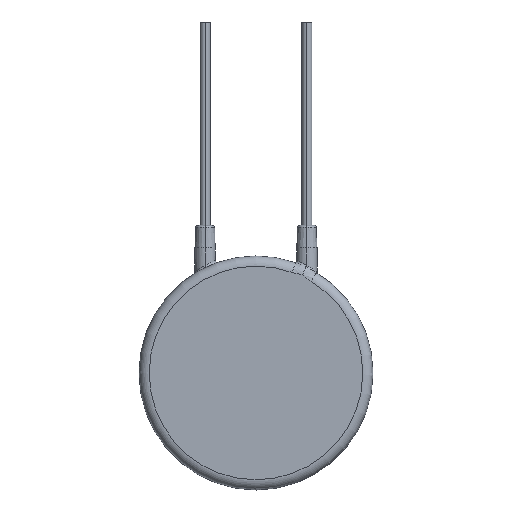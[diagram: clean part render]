
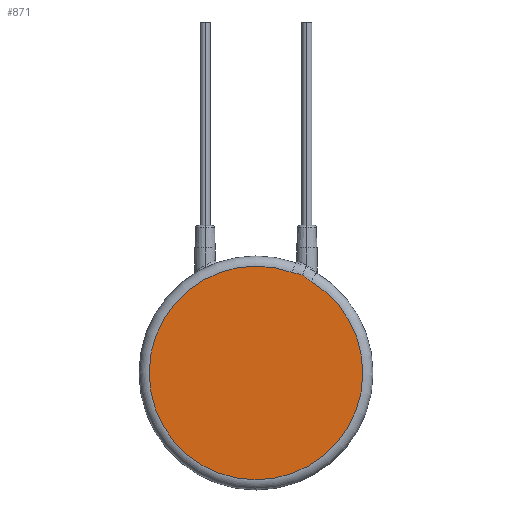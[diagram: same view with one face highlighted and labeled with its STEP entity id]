
A CAD part, top view. The second image highlights one B-rep face of the part: STEP entity #871.
In plain terms, the highlighted planar face has unit normal (0, 0, 1).
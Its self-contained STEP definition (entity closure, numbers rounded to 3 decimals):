
#55=CARTESIAN_POINT('',(0.,0.,4.2));
#56=DIRECTION('',(0.,0.,1.));
#57=DIRECTION('',(0.339,0.941,0.));
#58=AXIS2_PLACEMENT_3D('',#55,#56,#57);
#177=CARTESIAN_POINT('',(4.556,9.638,4.2));
#178=CARTESIAN_POINT('',(4.519,9.656,4.2));
#179=CARTESIAN_POINT('',(4.442,9.686,4.2));
#180=CARTESIAN_POINT('',(4.325,9.719,4.2));
#181=CARTESIAN_POINT('',(4.184,9.746,4.2));
#182=CARTESIAN_POINT('',(4.016,9.771,4.2));
#183=CARTESIAN_POINT('',(3.795,9.808,4.2));
#184=CARTESIAN_POINT('',(3.637,9.85,4.2));
#185=CARTESIAN_POINT('',(3.555,9.88,4.2));
#187=CARTESIAN_POINT('',(5.42,8.993,4.2));
#188=CARTESIAN_POINT('',(5.392,9.01,4.2));
#189=CARTESIAN_POINT('',(5.336,9.046,4.2));
#190=CARTESIAN_POINT('',(5.253,9.105,4.2));
#191=CARTESIAN_POINT('',(5.176,9.165,4.2));
#192=CARTESIAN_POINT('',(5.104,9.225,4.2));
#193=CARTESIAN_POINT('',(5.037,9.283,4.2));
#194=CARTESIAN_POINT('',(4.972,9.34,4.2));
#195=CARTESIAN_POINT('',(4.906,9.397,4.2));
#196=CARTESIAN_POINT('',(4.834,9.458,4.2));
#197=CARTESIAN_POINT('',(4.752,9.522,4.2));
#198=CARTESIAN_POINT('',(4.66,9.584,4.2));
#199=CARTESIAN_POINT('',(4.592,9.621,4.2));
#200=CARTESIAN_POINT('',(4.556,9.638,4.2));
#585=CARTESIAN_POINT('',(5.42,8.993,4.2));
#586=VERTEX_POINT('',#585);
#589=VERTEX_POINT('',#200);
#598=CARTESIAN_POINT('',(3.555,9.88,4.2));
#599=VERTEX_POINT('',#598);
#860=CARTESIAN_POINT('',(0.,0.,4.2));
#861=DIRECTION('',(0.,0.,1.));
#862=DIRECTION('',(1.,0.,0.));
#863=AXIS2_PLACEMENT_3D('',#860,#861,#862);
#864=PLANE('',#863);
#865=ORIENTED_EDGE('',*,*,#658,.F.);
#867=ORIENTED_EDGE('',*,*,#866,.F.);
#868=ORIENTED_EDGE('',*,*,#852,.F.);
#869=EDGE_LOOP('',(#865,#867,#868));
#870=FACE_OUTER_BOUND('',#869,.F.);
#59=CIRCLE('',#58,10.5);
#186=B_SPLINE_CURVE_WITH_KNOTS('',3,(#177,#178,#179,#180,#181,#182,#183,#184,
#185),.UNSPECIFIED.,.F.,.F.,(4,1,1,1,1,1,4),(0.,0.167,
0.333,0.5,0.667,0.833,1.),
.UNSPECIFIED.);
#201=B_SPLINE_CURVE_WITH_KNOTS('',3,(#187,#188,#189,#190,#191,#192,#193,#194,
#195,#196,#197,#198,#199,#200),.UNSPECIFIED.,.F.,.F.,(4,1,1,1,1,1,1,1,1,1,1,4),(
0.,0.091,0.182,0.273,0.364,
0.455,0.545,0.636,0.727,
0.818,0.909,1.),.UNSPECIFIED.);
#658=EDGE_CURVE('',#599,#586,#59,.T.);
#852=EDGE_CURVE('',#586,#589,#201,.T.);
#866=EDGE_CURVE('',#589,#599,#186,.T.);
#871=ADVANCED_FACE('',(#870),#864,.T.);
